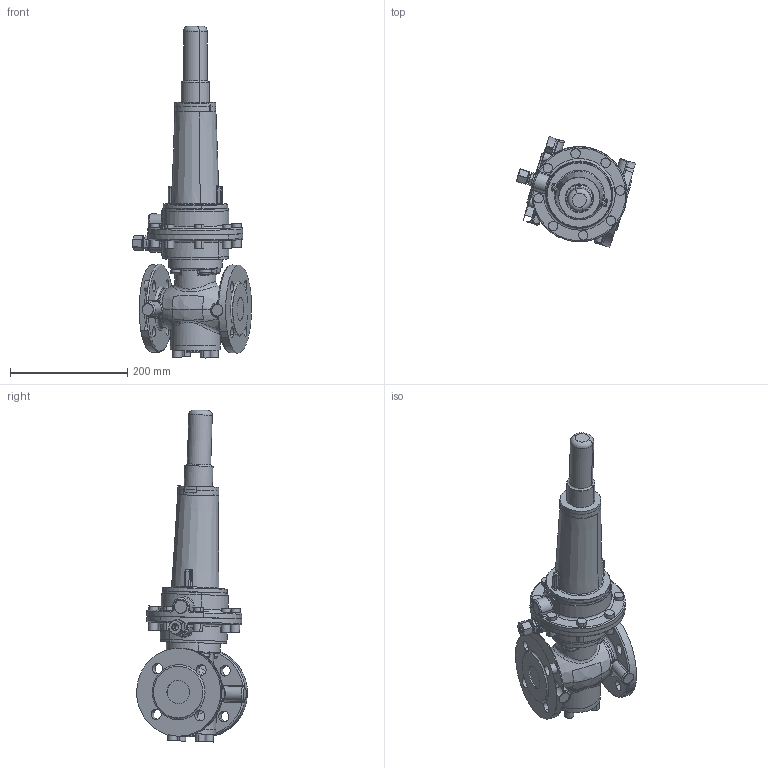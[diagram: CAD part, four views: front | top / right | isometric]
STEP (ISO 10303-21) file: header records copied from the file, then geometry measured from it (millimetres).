
FILE_DESCRIPTION(('CATIA V5 STEP'),'2;1');
FILE_NAME('R 101 DN 040-160-HDS.stp','2014-03-28T12:04:54+00:00',('none'),('none'),'CATIA Version 5 Release 19 SP 9 (IN-10)','CATIA V5 STEP AP203 Edition 2','none');
FILE_SCHEMA(('AP203_CONFIGURATION_CONTROLLED_3D_DESIGN_OF_MECHANICAL_PARTS_AND_ASSEMBLIES_MIM_LF { 1 0 10303 403 2 1 2}'));
Length unit declared in the file: millimetre
Products named in the file (5): Product1; R 101 DN 040-160; Produkt1; 8630H1; 8630H
Assembly tree (4 placements, depth 3):
  Product1
    R 101 DN 040-160
    Produkt1
      8630H1
      8630H
Bounding box: 202.88 x 188.56 x 565.3 mm (x, y, z)
Volume: 3816824.3 mm3; surface area: 318147.3 mm2
Topology: 3 solids, 27 shells, 784 faces, 1822 edges, 1098 vertices
Faces by surface type: cylinder 284, plane 141, torus 138, cone 96, bspline 92, revolution 17, sphere 16
Entity records: 30120 total; most frequent: CARTESIAN_POINT 14313, ORIENTED_EDGE 3564, DIRECTION 2407, EDGE_CURVE 1782, AXIS2_PLACEMENT_3D 1393, VERTEX_POINT 1098, EDGE_LOOP 858, CIRCLE 836
